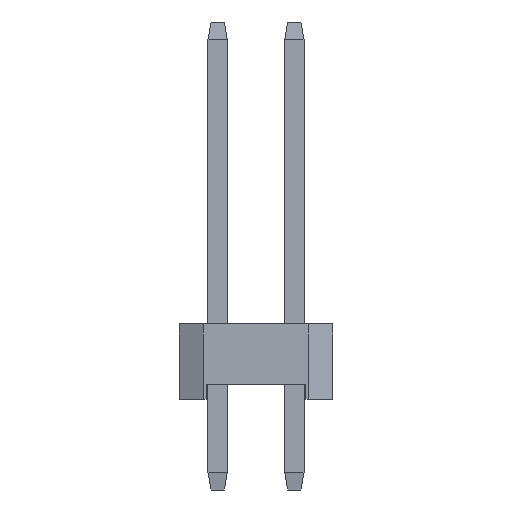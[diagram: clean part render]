
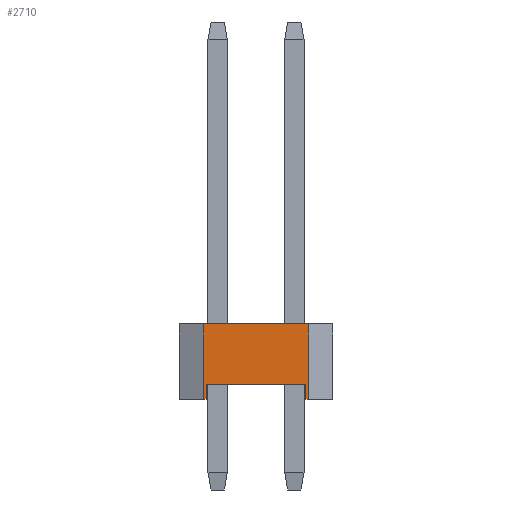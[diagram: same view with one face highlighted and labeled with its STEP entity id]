
A CAD part, left-side view. The second image highlights one B-rep face of the part: STEP entity #2710.
In plain terms, the highlighted planar face has unit normal (-1, 0, 0).
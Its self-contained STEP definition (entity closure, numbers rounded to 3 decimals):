
#49 = EDGE_CURVE ( 'NONE', #6260, #706, #3258, .T. ) ;
#66 = ORIENTED_EDGE ( 'NONE', *, *, #718, .T. ) ;
#71 = DIRECTION ( 'NONE',  ( 0., 0., -1. ) ) ;
#81 = DIRECTION ( 'NONE',  ( 0., 1., 0. ) ) ;
#89 = CARTESIAN_POINT ( 'NONE',  ( -8.89, -1.65, 0. ) ) ;
#216 = DIRECTION ( 'NONE',  ( 0., 0., 1. ) ) ;
#290 = EDGE_CURVE ( 'NONE', #3136, #1747, #519, .T. ) ;
#519 = LINE ( 'NONE', #561, #4258 ) ;
#561 = CARTESIAN_POINT ( 'NONE',  ( -8.89, -2.54, 0. ) ) ;
#604 = DIRECTION ( 'NONE',  ( 0., -1., 0. ) ) ;
#706 = VERTEX_POINT ( 'NONE', #4332 ) ;
#711 = VECTOR ( 'NONE', #4802, 1000. ) ;
#718 = EDGE_CURVE ( 'NONE', #6260, #3136, #1851, .T. ) ;
#1135 = CARTESIAN_POINT ( 'NONE',  ( -8.89, -2.54, 0. ) ) ;
#1218 = CARTESIAN_POINT ( 'NONE',  ( -8.89, -1.74, 0. ) ) ;
#1254 = VECTOR ( 'NONE', #7604, 1000. ) ;
#1321 = DIRECTION ( 'NONE',  ( 0., 0., -1. ) ) ;
#1658 = VECTOR ( 'NONE', #216, 1000. ) ;
#1747 = VERTEX_POINT ( 'NONE', #2277 ) ;
#1756 = CARTESIAN_POINT ( 'NONE',  ( -8.89, 1.74, 2.5 ) ) ;
#1760 = LINE ( 'NONE', #1135, #4545 ) ;
#1851 = LINE ( 'NONE', #5594, #1254 ) ;
#2114 = ORIENTED_EDGE ( 'NONE', *, *, #290, .T. ) ;
#2238 = CARTESIAN_POINT ( 'NONE',  ( -8.89, -1.74, -6. ) ) ;
#2277 = CARTESIAN_POINT ( 'NONE',  ( -8.89, 1.65, 0. ) ) ;
#2670 = VERTEX_POINT ( 'NONE', #3133 ) ;
#2710 = ADVANCED_FACE ( 'NONE', ( #7196 ), #3296, .F. ) ;
#2948 = EDGE_CURVE ( 'NONE', #4491, #706, #7997, .T. ) ;
#3133 = CARTESIAN_POINT ( 'NONE',  ( -8.89, -1.65, 0. ) ) ;
#3136 = VERTEX_POINT ( 'NONE', #5848 ) ;
#3258 = LINE ( 'NONE', #7244, #7337 ) ;
#3296 = PLANE ( 'NONE',  #5000 ) ;
#3312 = EDGE_LOOP ( 'NONE', ( #2114, #7585, #6530, #8085, #6833, #4748, #6421, #66 ) ) ;
#3566 = VERTEX_POINT ( 'NONE', #4609 ) ;
#3830 = CARTESIAN_POINT ( 'NONE',  ( -8.89, -1.65, 0.5 ) ) ;
#4258 = VECTOR ( 'NONE', #604, 1000. ) ;
#4332 = CARTESIAN_POINT ( 'NONE',  ( -8.89, -1.74, 2.5 ) ) ;
#4491 = VERTEX_POINT ( 'NONE', #1218 ) ;
#4545 = VECTOR ( 'NONE', #8191, 1000. ) ;
#4565 = EDGE_CURVE ( 'NONE', #2670, #4491, #1760, .T. ) ;
#4600 = DIRECTION ( 'NONE',  ( 0., -1., 0. ) ) ;
#4609 = CARTESIAN_POINT ( 'NONE',  ( -8.89, 1.65, 0.5 ) ) ;
#4707 = LINE ( 'NONE', #89, #1658 ) ;
#4748 = ORIENTED_EDGE ( 'NONE', *, *, #2948, .T. ) ;
#4802 = DIRECTION ( 'NONE',  ( 0., 0., 1. ) ) ;
#5000 = AXIS2_PLACEMENT_3D ( 'NONE', #7070, #6525, #1321 ) ;
#5594 = CARTESIAN_POINT ( 'NONE',  ( -8.89, 1.74, 2.5 ) ) ;
#5738 = CARTESIAN_POINT ( 'NONE',  ( -8.89, 1.65, 0. ) ) ;
#5848 = CARTESIAN_POINT ( 'NONE',  ( -8.89, 1.74, 0. ) ) ;
#5875 = LINE ( 'NONE', #5965, #8107 ) ;
#5965 = CARTESIAN_POINT ( 'NONE',  ( -8.89, 1.65, 0.5 ) ) ;
#6260 = VERTEX_POINT ( 'NONE', #1756 ) ;
#6421 = ORIENTED_EDGE ( 'NONE', *, *, #49, .F. ) ;
#6525 = DIRECTION ( 'NONE',  ( 1., 0., 0. ) ) ;
#6530 = ORIENTED_EDGE ( 'NONE', *, *, #7566, .F. ) ;
#6833 = ORIENTED_EDGE ( 'NONE', *, *, #4565, .T. ) ;
#7035 = VERTEX_POINT ( 'NONE', #3830 ) ;
#7070 = CARTESIAN_POINT ( 'NONE',  ( -8.89, -2.54, 2.5 ) ) ;
#7196 = FACE_OUTER_BOUND ( 'NONE', #3312, .T. ) ;
#7205 = EDGE_CURVE ( 'NONE', #2670, #7035, #4707, .T. ) ;
#7244 = CARTESIAN_POINT ( 'NONE',  ( -8.89, -2.54, 2.5 ) ) ;
#7337 = VECTOR ( 'NONE', #4600, 1000. ) ;
#7566 = EDGE_CURVE ( 'NONE', #7035, #3566, #5875, .T. ) ;
#7585 = ORIENTED_EDGE ( 'NONE', *, *, #7930, .F. ) ;
#7604 = DIRECTION ( 'NONE',  ( 0., 0., -1. ) ) ;
#7665 = LINE ( 'NONE', #5738, #7816 ) ;
#7816 = VECTOR ( 'NONE', #71, 1000. ) ;
#7930 = EDGE_CURVE ( 'NONE', #3566, #1747, #7665, .T. ) ;
#7997 = LINE ( 'NONE', #2238, #711 ) ;
#8085 = ORIENTED_EDGE ( 'NONE', *, *, #7205, .F. ) ;
#8107 = VECTOR ( 'NONE', #81, 1000. ) ;
#8191 = DIRECTION ( 'NONE',  ( 0., -1., 0. ) ) ;
